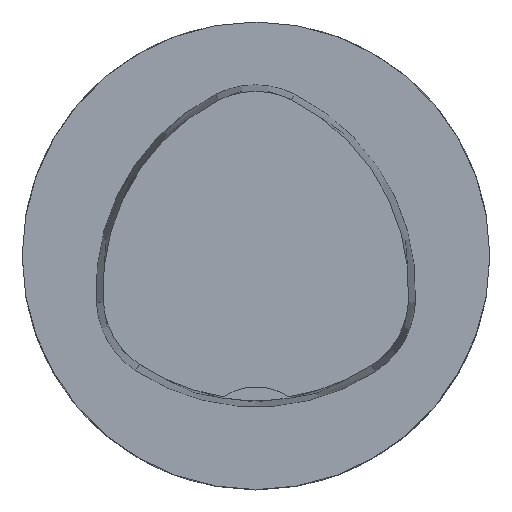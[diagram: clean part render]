
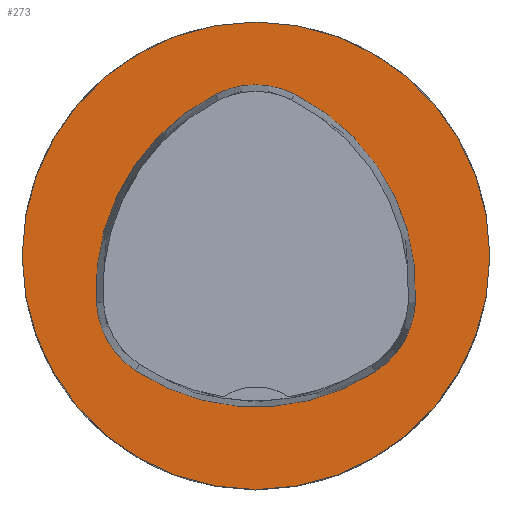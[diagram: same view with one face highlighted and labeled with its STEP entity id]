
A CAD part, top view. The second image highlights one B-rep face of the part: STEP entity #273.
In plain terms, the highlighted planar face has unit normal (0, 0, 1).
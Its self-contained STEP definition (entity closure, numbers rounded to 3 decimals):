
#44=PLANE('',#1529);
#273=ADVANCED_FACE('',(#401,#402),#44,.T.);
#359=CIRCLE('',#1501,16.);
#360=CIRCLE('',#1507,15.);
#362=CIRCLE('',#1510,6.);
#364=CIRCLE('',#1513,15.);
#366=CIRCLE('',#1516,6.);
#370=CIRCLE('',#1521,15.);
#372=CIRCLE('',#1524,6.);
#401=FACE_BOUND('',#429,.T.);
#402=FACE_BOUND('',#430,.T.);
#429=EDGE_LOOP('',(#584,#585,#586,#587,#588,#589));
#430=EDGE_LOOP('',(#590));
#584=ORIENTED_EDGE('',*,*,#1121,.T.);
#585=ORIENTED_EDGE('',*,*,#1101,.T.);
#586=ORIENTED_EDGE('',*,*,#1105,.T.);
#587=ORIENTED_EDGE('',*,*,#1108,.T.);
#588=ORIENTED_EDGE('',*,*,#1111,.T.);
#589=ORIENTED_EDGE('',*,*,#1119,.T.);
#590=ORIENTED_EDGE('',*,*,#1092,.F.);
#953=VERTEX_POINT('',#2010);
#962=VERTEX_POINT('',#2029);
#963=VERTEX_POINT('',#2030);
#966=VERTEX_POINT('',#2038);
#968=VERTEX_POINT('',#2044);
#970=VERTEX_POINT('',#2050);
#977=VERTEX_POINT('',#2071);
#1092=EDGE_CURVE('',#953,#953,#359,.T.);
#1101=EDGE_CURVE('',#962,#963,#360,.T.);
#1105=EDGE_CURVE('',#963,#966,#362,.T.);
#1108=EDGE_CURVE('',#966,#968,#364,.T.);
#1111=EDGE_CURVE('',#968,#970,#366,.T.);
#1119=EDGE_CURVE('',#970,#977,#370,.T.);
#1121=EDGE_CURVE('',#977,#962,#372,.T.);
#1501=AXIS2_PLACEMENT_3D('',#2009,#1650,#1651);
#1507=AXIS2_PLACEMENT_3D('',#2028,#1666,#1667);
#1510=AXIS2_PLACEMENT_3D('',#2037,#1674,#1675);
#1513=AXIS2_PLACEMENT_3D('',#2043,#1681,#1682);
#1516=AXIS2_PLACEMENT_3D('',#2049,#1688,#1689);
#1521=AXIS2_PLACEMENT_3D('',#2072,#1700,#1701);
#1524=AXIS2_PLACEMENT_3D('',#2075,#1706,#1707);
#1529=AXIS2_PLACEMENT_3D('',#2080,#1716,#1717);
#1650=DIRECTION('',(0.,0.,-1.));
#1651=DIRECTION('',(-1.,0.,0.));
#1666=DIRECTION('',(0.,0.,-1.));
#1667=DIRECTION('',(-1.,0.,0.));
#1674=DIRECTION('',(0.,0.,-1.));
#1675=DIRECTION('',(-1.,0.,0.));
#1681=DIRECTION('',(0.,0.,-1.));
#1682=DIRECTION('',(-1.,0.,0.));
#1688=DIRECTION('',(0.,0.,-1.));
#1689=DIRECTION('',(-1.,0.,0.));
#1700=DIRECTION('',(0.,0.,-1.));
#1701=DIRECTION('',(-1.,0.,0.));
#1706=DIRECTION('',(0.,0.,-1.));
#1707=DIRECTION('',(-1.,0.,0.));
#1716=DIRECTION('',(0.,0.,1.));
#1717=DIRECTION('',(1.,0.,0.));
#2009=CARTESIAN_POINT('',(0.,0.,0.));
#2010=CARTESIAN_POINT('',(-16.,0.,0.));
#2028=CARTESIAN_POINT('',(4.048,-2.316,0.));
#2029=CARTESIAN_POINT('',(-10.926,-3.206,0.));
#2030=CARTESIAN_POINT('',(-2.774,11.043,0.));
#2037=CARTESIAN_POINT('',(-0.045,5.7,0.));
#2038=CARTESIAN_POINT('',(2.638,11.066,0.));
#2043=CARTESIAN_POINT('',(-4.07,-2.35,0.));
#2044=CARTESIAN_POINT('',(10.903,-3.249,0.));
#2049=CARTESIAN_POINT('',(4.914,-2.889,0.));
#2050=CARTESIAN_POINT('',(8.177,-7.924,0.));
#2071=CARTESIAN_POINT('',(-8.24,-7.859,0.));
#2072=CARTESIAN_POINT('',(0.019,4.663,0.));
#2075=CARTESIAN_POINT('',(-4.936,-2.85,0.));
#2080=CARTESIAN_POINT('',(0.,0.,0.));
